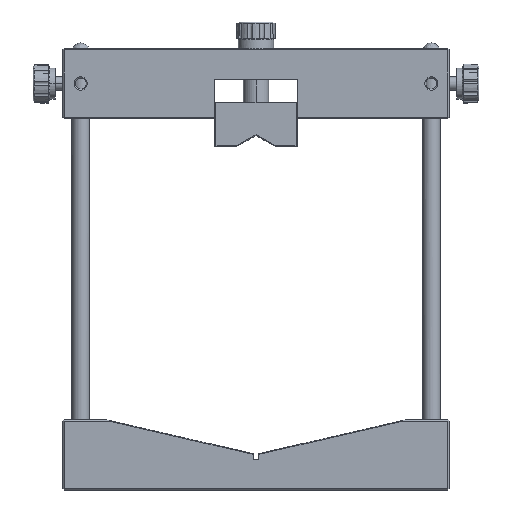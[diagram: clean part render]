
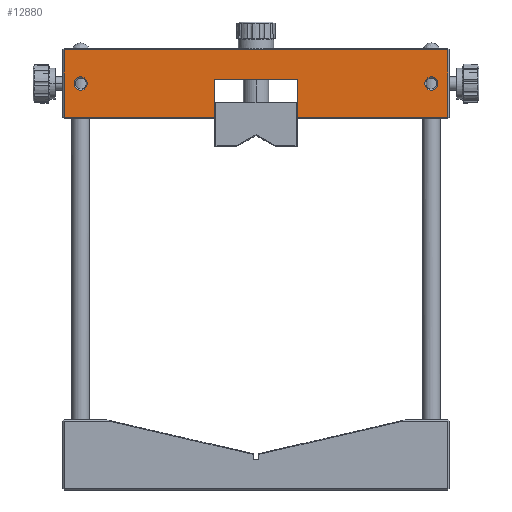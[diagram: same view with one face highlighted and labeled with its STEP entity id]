
A CAD part, top view. The second image highlights one B-rep face of the part: STEP entity #12880.
In plain terms, the highlighted planar face has unit normal (0, 0, 1).
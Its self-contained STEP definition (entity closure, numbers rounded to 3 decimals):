
#791 = CARTESIAN_POINT ( 'NONE',  ( -47.504, 141.732, 30.852 ) ) ;
#847 = EDGE_CURVE ( 'NONE', #10389, #18253, #10693, .T. ) ;
#1195 = CARTESIAN_POINT ( 'NONE',  ( 3.336, 129.532, 30.852 ) ) ;
#1394 = DIRECTION ( 'NONE',  ( 0., 0., 1. ) ) ;
#1975 = ORIENTED_EDGE ( 'NONE', *, *, #8672, .F. ) ;
#1978 = CARTESIAN_POINT ( 'NONE',  ( 84.335, 141.732, 30.852 ) ) ;
#1980 = VERTEX_POINT ( 'NONE', #3967 ) ;
#1996 = DIRECTION ( 'NONE',  ( -1., 0., 0. ) ) ;
#2309 = ORIENTED_EDGE ( 'NONE', *, *, #12033, .T. ) ;
#2594 = DIRECTION ( 'NONE',  ( 0., 0., -1. ) ) ;
#2929 = ORIENTED_EDGE ( 'NONE', *, *, #3719, .T. ) ;
#3358 = DIRECTION ( 'NONE',  ( 0., -1., 0. ) ) ;
#3504 = DIRECTION ( 'NONE',  ( 0., 0., -1. ) ) ;
#3635 = CARTESIAN_POINT ( 'NONE',  ( 79.496, 141.732, 30.852 ) ) ;
#3699 = EDGE_LOOP ( 'NONE', ( #13497, #9103 ) ) ;
#3719 = EDGE_CURVE ( 'NONE', #14206, #13498, #16557, .T. ) ;
#3967 = CARTESIAN_POINT ( 'NONE',  ( 3.336, 143.102, 30.852 ) ) ;
#4155 = EDGE_CURVE ( 'NONE', #18706, #11659, #11920, .T. ) ;
#4244 = ORIENTED_EDGE ( 'NONE', *, *, #6887, .T. ) ;
#4556 = CARTESIAN_POINT ( 'NONE',  ( -51.084, 153.932, 30.852 ) ) ;
#4979 = EDGE_CURVE ( 'NONE', #11659, #7241, #11656, .T. ) ;
#5050 = LINE ( 'NONE', #7415, #16452 ) ;
#5601 = DIRECTION ( 'NONE',  ( 1., 0., 0. ) ) ;
#5730 = FACE_OUTER_BOUND ( 'NONE', #15966, .T. ) ;
#5866 = CARTESIAN_POINT ( 'NONE',  ( -51.584, 129.032, 30.852 ) ) ;
#6127 = AXIS2_PLACEMENT_3D ( 'NONE', #13469, #9115, #18383 ) ;
#6332 = ORIENTED_EDGE ( 'NONE', *, *, #17994, .T. ) ;
#6753 = DIRECTION ( 'NONE',  ( 1., 0., 0. ) ) ;
#6887 = EDGE_CURVE ( 'NONE', #7241, #18018, #11796, .T. ) ;
#7136 = CARTESIAN_POINT ( 'NONE',  ( -51.584, 129.532, 30.852 ) ) ;
#7241 = VERTEX_POINT ( 'NONE', #18491 ) ;
#7415 = CARTESIAN_POINT ( 'NONE',  ( 3.336, 143.102, 30.852 ) ) ;
#7643 = ORIENTED_EDGE ( 'NONE', *, *, #4979, .T. ) ;
#7662 = ORIENTED_EDGE ( 'NONE', *, *, #12921, .F. ) ;
#7963 = DIRECTION ( 'NONE',  ( 0., 1., 0. ) ) ;
#8046 = LINE ( 'NONE', #9341, #11792 ) ;
#8284 = VECTOR ( 'NONE', #5601, 1000. ) ;
#8395 = CARTESIAN_POINT ( 'NONE',  ( 81.916, 141.732, 30.852 ) ) ;
#8620 = ORIENTED_EDGE ( 'NONE', *, *, #17951, .T. ) ;
#8672 = EDGE_CURVE ( 'NONE', #18764, #16968, #18475, .T. ) ;
#8777 = AXIS2_PLACEMENT_3D ( 'NONE', #8395, #18714, #6753 ) ;
#9103 = ORIENTED_EDGE ( 'NONE', *, *, #847, .T. ) ;
#9115 = DIRECTION ( 'NONE',  ( 0., 0., -1. ) ) ;
#9321 = ORIENTED_EDGE ( 'NONE', *, *, #4155, .T. ) ;
#9341 = CARTESIAN_POINT ( 'NONE',  ( 3.336, 143.102, 30.852 ) ) ;
#9402 = CARTESIAN_POINT ( 'NONE',  ( -51.584, 153.932, 30.852 ) ) ;
#9825 = AXIS2_PLACEMENT_3D ( 'NONE', #5866, #1394, #10183 ) ;
#9856 = LINE ( 'NONE', #11338, #14952 ) ;
#10136 = CARTESIAN_POINT ( 'NONE',  ( 33.496, 143.102, 30.852 ) ) ;
#10183 = DIRECTION ( 'NONE',  ( 1., 0., 0. ) ) ;
#10265 = DIRECTION ( 'NONE',  ( 1., 0., 0. ) ) ;
#10389 = VERTEX_POINT ( 'NONE', #3635 ) ;
#10403 = CARTESIAN_POINT ( 'NONE',  ( -51.584, 129.532, 30.852 ) ) ;
#10475 = EDGE_CURVE ( 'NONE', #18253, #10389, #14668, .T. ) ;
#10657 = FACE_BOUND ( 'NONE', #12763, .T. ) ;
#10693 = CIRCLE ( 'NONE', #8777, 2.419 ) ;
#10959 = VECTOR ( 'NONE', #15211, 1000. ) ;
#11338 = CARTESIAN_POINT ( 'NONE',  ( 87.916, 129.032, 30.852 ) ) ;
#11393 = CIRCLE ( 'NONE', #6127, 2.419 ) ;
#11656 = LINE ( 'NONE', #18053, #10959 ) ;
#11659 = VERTEX_POINT ( 'NONE', #4556 ) ;
#11792 = VECTOR ( 'NONE', #3358, 1000. ) ;
#11796 = LINE ( 'NONE', #7136, #8284 ) ;
#11919 = CARTESIAN_POINT ( 'NONE',  ( -42.665, 141.732, 30.852 ) ) ;
#11920 = LINE ( 'NONE', #9402, #19084 ) ;
#12033 = EDGE_CURVE ( 'NONE', #13498, #14206, #11393, .T. ) ;
#12763 = EDGE_LOOP ( 'NONE', ( #2309, #2929 ) ) ;
#12880 = ADVANCED_FACE ( 'NONE', ( #5730, #10657, #17826 ), #17311, .T. ) ;
#12921 = EDGE_CURVE ( 'NONE', #16968, #1980, #5050, .T. ) ;
#12998 = DIRECTION ( 'NONE',  ( 1., 0., 0. ) ) ;
#13469 = CARTESIAN_POINT ( 'NONE',  ( -45.084, 141.732, 30.852 ) ) ;
#13497 = ORIENTED_EDGE ( 'NONE', *, *, #10475, .T. ) ;
#13498 = VERTEX_POINT ( 'NONE', #11919 ) ;
#13907 = DIRECTION ( 'NONE',  ( 1., 0., 0. ) ) ;
#14152 = EDGE_CURVE ( 'NONE', #1980, #18018, #8046, .T. ) ;
#14206 = VERTEX_POINT ( 'NONE', #791 ) ;
#14440 = AXIS2_PLACEMENT_3D ( 'NONE', #16189, #2594, #12998 ) ;
#14668 = CIRCLE ( 'NONE', #14440, 2.419 ) ;
#14952 = VECTOR ( 'NONE', #15543, 1000. ) ;
#15211 = DIRECTION ( 'NONE',  ( 0., -1., 0. ) ) ;
#15277 = CARTESIAN_POINT ( 'NONE',  ( -45.084, 141.732, 30.852 ) ) ;
#15287 = CARTESIAN_POINT ( 'NONE',  ( 87.916, 153.932, 30.852 ) ) ;
#15543 = DIRECTION ( 'NONE',  ( 0., 1., 0. ) ) ;
#15566 = AXIS2_PLACEMENT_3D ( 'NONE', #15277, #3504, #13907 ) ;
#15814 = ORIENTED_EDGE ( 'NONE', *, *, #14152, .F. ) ;
#15966 = EDGE_LOOP ( 'NONE', ( #15814, #7662, #1975, #6332, #8620, #9321, #7643, #4244 ) ) ;
#16189 = CARTESIAN_POINT ( 'NONE',  ( 81.916, 141.732, 30.852 ) ) ;
#16452 = VECTOR ( 'NONE', #17811, 1000. ) ;
#16557 = CIRCLE ( 'NONE', #15566, 2.419 ) ;
#16594 = VECTOR ( 'NONE', #10265, 1000. ) ;
#16732 = CARTESIAN_POINT ( 'NONE',  ( 33.496, 143.102, 30.852 ) ) ;
#16968 = VERTEX_POINT ( 'NONE', #10136 ) ;
#17220 = CARTESIAN_POINT ( 'NONE',  ( 33.496, 129.532, 30.852 ) ) ;
#17280 = LINE ( 'NONE', #10403, #16594 ) ;
#17311 = PLANE ( 'NONE',  #9825 ) ;
#17811 = DIRECTION ( 'NONE',  ( -1., 0., 0. ) ) ;
#17826 = FACE_BOUND ( 'NONE', #3699, .T. ) ;
#17951 = EDGE_CURVE ( 'NONE', #18646, #18706, #9856, .T. ) ;
#17994 = EDGE_CURVE ( 'NONE', #18764, #18646, #17280, .T. ) ;
#18018 = VERTEX_POINT ( 'NONE', #1195 ) ;
#18053 = CARTESIAN_POINT ( 'NONE',  ( -51.084, 129.032, 30.852 ) ) ;
#18122 = CARTESIAN_POINT ( 'NONE',  ( 87.916, 129.532, 30.852 ) ) ;
#18249 = VECTOR ( 'NONE', #7963, 1000. ) ;
#18253 = VERTEX_POINT ( 'NONE', #1978 ) ;
#18383 = DIRECTION ( 'NONE',  ( 1., 0., 0. ) ) ;
#18475 = LINE ( 'NONE', #16732, #18249 ) ;
#18491 = CARTESIAN_POINT ( 'NONE',  ( -51.084, 129.532, 30.852 ) ) ;
#18646 = VERTEX_POINT ( 'NONE', #18122 ) ;
#18706 = VERTEX_POINT ( 'NONE', #15287 ) ;
#18714 = DIRECTION ( 'NONE',  ( 0., 0., -1. ) ) ;
#18764 = VERTEX_POINT ( 'NONE', #17220 ) ;
#19084 = VECTOR ( 'NONE', #1996, 1000. ) ;
